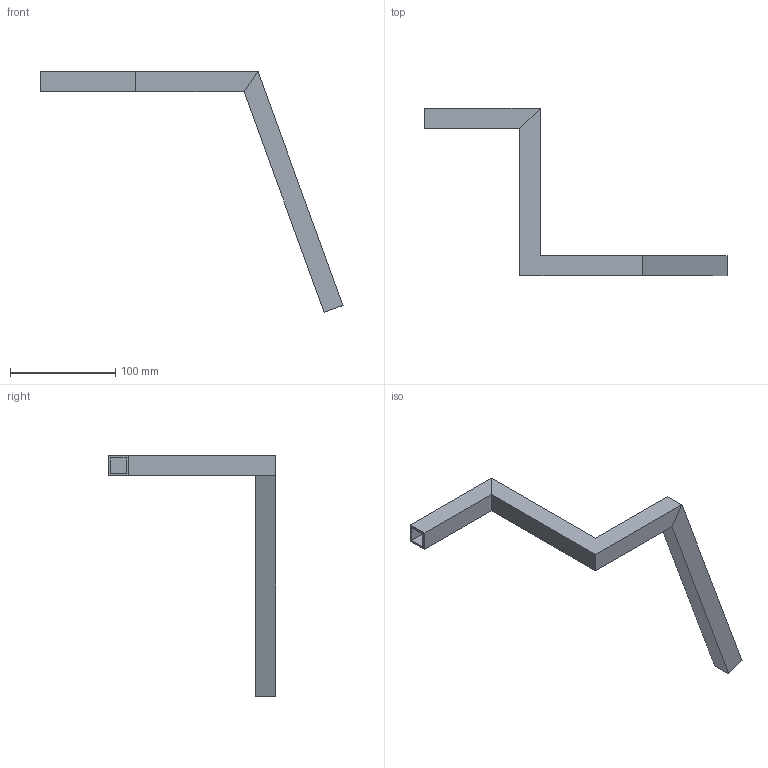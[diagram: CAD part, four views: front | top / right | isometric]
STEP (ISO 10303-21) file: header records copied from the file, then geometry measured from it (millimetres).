
FILE_DESCRIPTION (( 'STEP AP203' ), '1' );
FILE_NAME ('Mirrorarm bent_Default_sldprt.STEP', '2021-12-16T05:29:50', ( '' ), ( '' ), 'SwSTEP 2.0', 'SolidWorks 2020', '' );
FILE_SCHEMA (( 'CONFIG_CONTROL_DESIGN' ));
Length unit declared in the file: millimetre
Products named in the file (1): Mirrorarm bent_Default_sldprt
Bounding box: 287.62 x 159.53 x 228.91 mm (x, y, z)
Volume: 78718.8 mm3; surface area: 78750.8 mm2
Topology: 1 solids, 2 shells, 40 faces, 86 edges, 52 vertices
Faces by surface type: plane 40
Entity records: 1117 total; most frequent: CARTESIAN_POINT 179, ORIENTED_EDGE 172, DIRECTION 168, LINE 86, VECTOR 86, EDGE_CURVE 86, VERTEX_POINT 52, EDGE_LOOP 42
